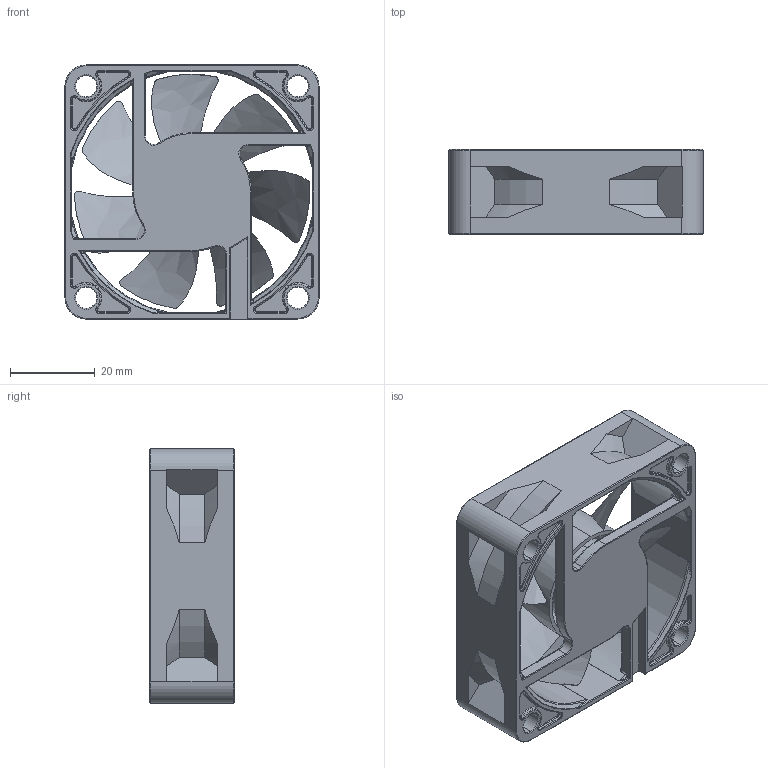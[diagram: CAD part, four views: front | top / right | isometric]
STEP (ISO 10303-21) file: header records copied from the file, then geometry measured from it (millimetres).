
FILE_DESCRIPTION (( 'STEP AP214' ), '1' );
FILE_NAME ('Fan_Assembly.STEP', '2019-10-11T09:16:01', ( '' ), ( '' ), 'SwSTEP 2.0', 'SolidWorks 2017', '' );
FILE_SCHEMA (( 'AUTOMOTIVE_DESIGN' ));
Length unit declared in the file: millimetre
Products named in the file (3): Fan_Assembly; Fan; Fan_Case
Assembly tree (2 placements, depth 2):
  Fan_Assembly
    Fan_Case
    Fan
Bounding box: 60 x 20 x 60 mm (x, y, z)
Volume: 22882.5 mm3; surface area: 22620.9 mm2
Topology: 2 solids, 2 shells, 632 faces, 1522 edges, 885 vertices
Faces by surface type: cylinder 214, torus 191, bspline 118, plane 77, cone 32
Entity records: 21473 total; most frequent: CARTESIAN_POINT 7317, DIRECTION 3003, ORIENTED_EDGE 2998, EDGE_CURVE 1499, AXIS2_PLACEMENT_3D 1311, VERTEX_POINT 885, CIRCLE 792, EDGE_LOOP 662
